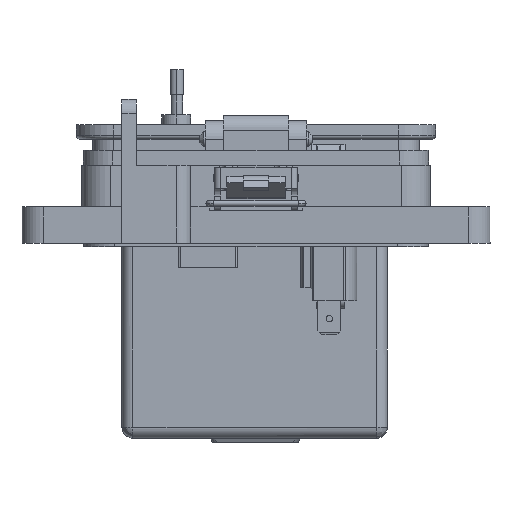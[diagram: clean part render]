
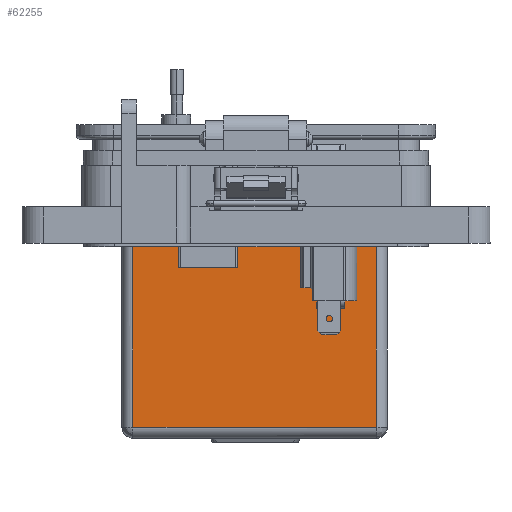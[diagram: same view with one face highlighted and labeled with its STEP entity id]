
A CAD part, front view. The second image highlights one B-rep face of the part: STEP entity #62255.
In plain terms, the highlighted planar face has unit normal (0, -1, 0).
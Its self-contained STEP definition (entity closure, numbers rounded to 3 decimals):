
#72 = CARTESIAN_POINT ( 'NONE',  ( -72.146, -45.612, -62.522 ) ) ;
#375 = ORIENTED_EDGE ( 'NONE', *, *, #29706, .F. ) ;
#3018 = VECTOR ( 'NONE', #25637, 1000. ) ;
#4544 = LINE ( 'NONE', #35120, #82687 ) ;
#8654 = CARTESIAN_POINT ( 'NONE',  ( -72.146, -45.612, -12.212 ) ) ;
#11203 = CARTESIAN_POINT ( 'NONE',  ( -2.825, -45.612, -12.212 ) ) ;
#15307 = CARTESIAN_POINT ( 'NONE',  ( -5.093, -45.612, -65.552 ) ) ;
#15824 = CARTESIAN_POINT ( 'NONE',  ( -5.093, -45.612, -62.522 ) ) ;
#23401 = DIRECTION ( 'NONE',  ( 1., 0., 0. ) ) ;
#24205 = VERTEX_POINT ( 'NONE', #8654 ) ;
#24968 = DIRECTION ( 'NONE',  ( 0., 0., -1. ) ) ;
#25357 = CARTESIAN_POINT ( 'NONE',  ( -5.093, -45.612, -12.212 ) ) ;
#25637 = DIRECTION ( 'NONE',  ( -1., 0., 0. ) ) ;
#29706 = EDGE_CURVE ( 'NONE', #83517, #77879, #38758, .T. ) ;
#30834 = PLANE ( 'NONE',  #59586 ) ;
#31131 = VECTOR ( 'NONE', #101000, 1000. ) ;
#35120 = CARTESIAN_POINT ( 'NONE',  ( -72.146, -45.612, -65.552 ) ) ;
#38758 = LINE ( 'NONE', #81342, #60203 ) ;
#46167 = ORIENTED_EDGE ( 'NONE', *, *, #69241, .T. ) ;
#52411 = FACE_OUTER_BOUND ( 'NONE', #79807, .T. ) ;
#59586 = AXIS2_PLACEMENT_3D ( 'NONE', #15307, #71710, #23401 ) ;
#60203 = VECTOR ( 'NONE', #24968, 1000. ) ;
#62069 = EDGE_CURVE ( 'NONE', #92568, #24205, #4544, .T. ) ;
#62255 = ADVANCED_FACE ( 'NONE', ( #52411 ), #30834, .T. ) ;
#64191 = ORIENTED_EDGE ( 'NONE', *, *, #62069, .F. ) ;
#64819 = LINE ( 'NONE', #66201, #3018 ) ;
#66201 = CARTESIAN_POINT ( 'NONE',  ( -21.856, -45.612, -62.522 ) ) ;
#69241 = EDGE_CURVE ( 'NONE', #83517, #24205, #95423, .T. ) ;
#71710 = DIRECTION ( 'NONE',  ( 0., -1., 0. ) ) ;
#77879 = VERTEX_POINT ( 'NONE', #15824 ) ;
#79807 = EDGE_LOOP ( 'NONE', ( #46167, #64191, #86385, #375 ) ) ;
#81342 = CARTESIAN_POINT ( 'NONE',  ( -5.093, -45.612, -65.552 ) ) ;
#82687 = VECTOR ( 'NONE', #91449, 1000. ) ;
#83517 = VERTEX_POINT ( 'NONE', #25357 ) ;
#86385 = ORIENTED_EDGE ( 'NONE', *, *, #104044, .F. ) ;
#91449 = DIRECTION ( 'NONE',  ( 0., 0., 1. ) ) ;
#92568 = VERTEX_POINT ( 'NONE', #72 ) ;
#95423 = LINE ( 'NONE', #11203, #31131 ) ;
#101000 = DIRECTION ( 'NONE',  ( -1., 0., 0. ) ) ;
#104044 = EDGE_CURVE ( 'NONE', #77879, #92568, #64819, .T. ) ;
